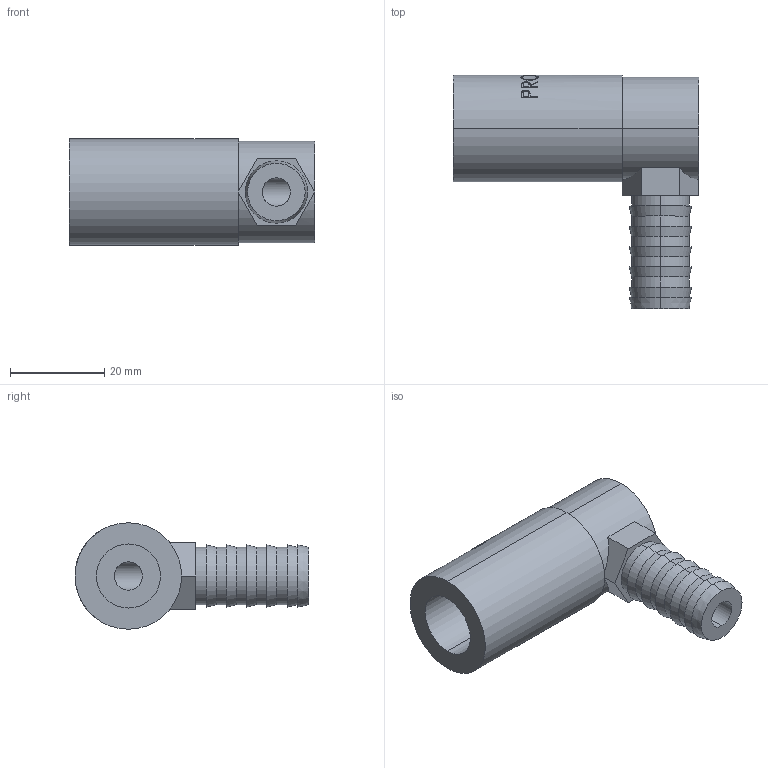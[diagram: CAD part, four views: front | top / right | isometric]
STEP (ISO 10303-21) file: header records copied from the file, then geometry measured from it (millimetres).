
FILE_DESCRIPTION (( 'STEP AP203' ), '1' );
FILE_NAME ('fbdd.STEP', '2022-08-23T15:44:28', ( '' ), ( '' ), 'SwSTEP 2.0', 'SolidWorks 2019', '' );
FILE_SCHEMA (( 'CONFIG_CONTROL_DESIGN' ));
Length unit declared in the file: millimetre
Products named in the file (1): fbdd
Bounding box: 52 x 49.6 x 22.6 mm (x, y, z)
Volume: 19519.8 mm3; surface area: 7691.8 mm2
Topology: 1 solids, 1 shells, 133 faces, 326 edges, 214 vertices
Faces by surface type: plane 50, bspline 42, cylinder 29, cone 12
Entity records: 8732 total; most frequent: CARTESIAN_POINT 5829, ORIENTED_EDGE 652, DIRECTION 460, EDGE_CURVE 326, VERTEX_POINT 214, AXIS2_PLACEMENT_3D 184, EDGE_LOOP 154, B_SPLINE_CURVE_WITH_KNOTS 136
